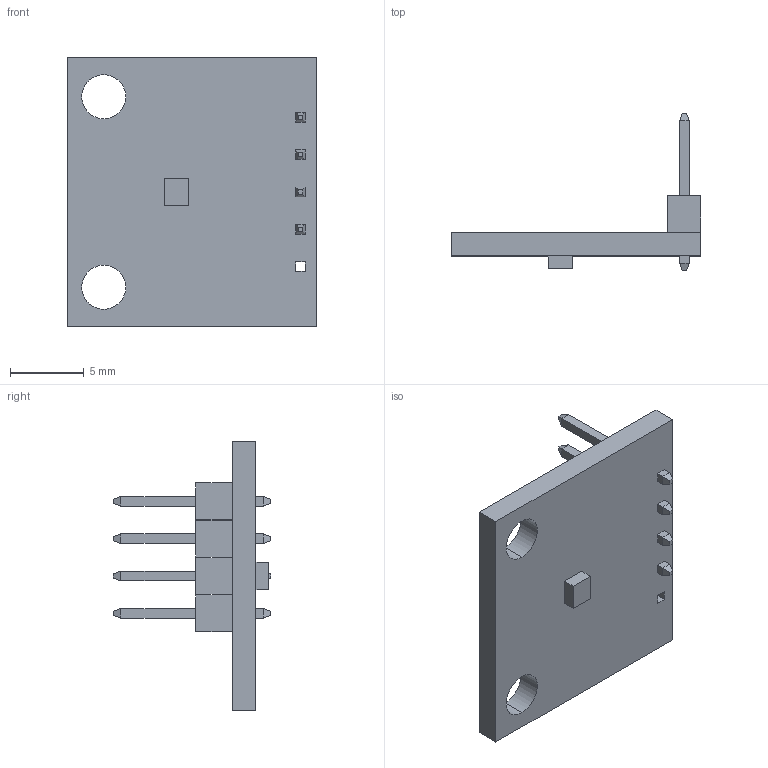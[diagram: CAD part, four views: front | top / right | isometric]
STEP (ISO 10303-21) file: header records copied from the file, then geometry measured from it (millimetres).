
FILE_DESCRIPTION (( 'STEP AP214' ), '1' );
FILE_NAME ('ISL29125, ñáîðêà.STEP', '2023-04-27T21:52:18', ( '' ), ( '' ), 'SwSTEP 2.0', 'SolidWorks 2021', '' );
FILE_SCHEMA (( 'AUTOMOTIVE_DESIGN' ));
Length unit declared in the file: millimetre
Products named in the file (4): PIN 1 inch male; ISL29125, 鼁闉罻; ISL29125; PIN x3 male
Assembly tree (6 placements, depth 3):
  ISL29125, 鼁闉罻
    ISL29125
    PIN x3 male
      PIN 1 inch male  x4
Bounding box: 17 x 10.7 x 18.35 mm (x, y, z)
Volume: 545 mm3; surface area: 982.3 mm2
Topology: 5 solids, 5 shells, 381 faces, 997 edges, 654 vertices
Faces by surface type: plane 261, bspline 116, cylinder 4
Entity records: 17291 total; most frequent: CARTESIAN_POINT 6970, ORIENTED_EDGE 1682, DIRECTION 1023, EDGE_CURVE 841, LINE 601, VECTOR 601, VERTEX_POINT 558, EDGE_LOOP 345
